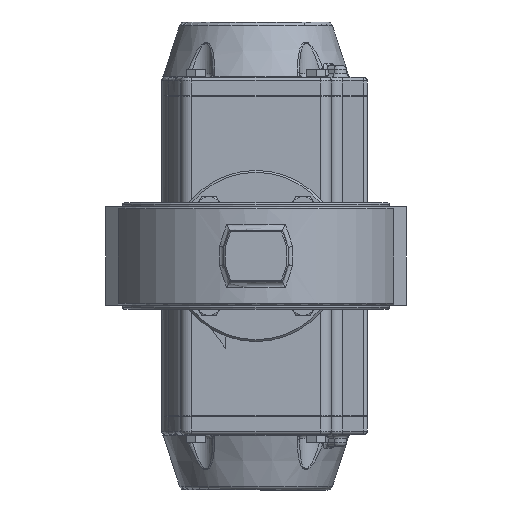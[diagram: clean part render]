
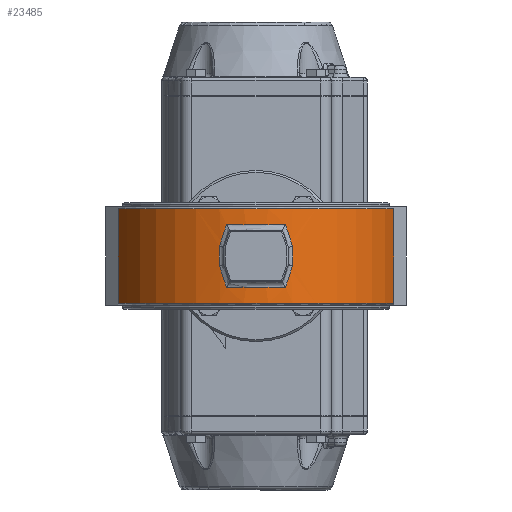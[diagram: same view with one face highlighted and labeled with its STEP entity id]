
A CAD part, front view. The second image highlights one B-rep face of the part: STEP entity #23485.
In plain terms, the highlighted cylindrical face has radius 75 mm (diameter 150 mm), a partial arc.
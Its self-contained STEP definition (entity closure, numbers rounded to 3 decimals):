
#470=ELLIPSE('',#24927,245.725,75.);
#471=ELLIPSE('',#24929,245.725,75.);
#472=ELLIPSE('',#24930,245.725,75.);
#473=ELLIPSE('',#24932,245.725,75.);
#764=CIRCLE('',#24904,75.);
#767=CIRCLE('',#24908,75.);
#773=CIRCLE('',#24928,75.);
#774=CIRCLE('',#24931,75.);
#1848=CYLINDRICAL_SURFACE('',#24926,75.);
#2275=LINE('',#33505,#3676);
#2276=LINE('',#33507,#3677);
#2277=LINE('',#33509,#3678);
#2278=LINE('',#33518,#3679);
#3676=VECTOR('',#27378,1000.);
#3677=VECTOR('',#27381,1000.);
#3678=VECTOR('',#27384,1000.);
#3679=VECTOR('',#27391,1000.);
#5247=ORIENTED_EDGE('',*,*,#11424,.T.);
#5248=ORIENTED_EDGE('',*,*,#11447,.F.);
#5249=ORIENTED_EDGE('',*,*,#11427,.F.);
#5250=ORIENTED_EDGE('',*,*,#11448,.T.);
#5251=ORIENTED_EDGE('',*,*,#11449,.T.);
#5252=ORIENTED_EDGE('',*,*,#11450,.F.);
#5253=ORIENTED_EDGE('',*,*,#11451,.T.);
#5254=ORIENTED_EDGE('',*,*,#11452,.F.);
#5255=ORIENTED_EDGE('',*,*,#11453,.F.);
#5256=ORIENTED_EDGE('',*,*,#11454,.F.);
#5257=ORIENTED_EDGE('',*,*,#11455,.T.);
#5258=ORIENTED_EDGE('',*,*,#11456,.F.);
#11424=EDGE_CURVE('',#14552,#14551,#764,.T.);
#11427=EDGE_CURVE('',#14553,#14554,#767,.T.);
#11447=EDGE_CURVE('',#14554,#14551,#2275,.T.);
#11448=EDGE_CURVE('',#14553,#14552,#2276,.T.);
#11449=EDGE_CURVE('',#14563,#14564,#2277,.T.);
#11450=EDGE_CURVE('',#14565,#14564,#470,.T.);
#11451=EDGE_CURVE('',#14565,#14566,#773,.T.);
#11452=EDGE_CURVE('',#14567,#14566,#471,.T.);
#11453=EDGE_CURVE('',#14568,#14567,#2278,.T.);
#11454=EDGE_CURVE('',#14569,#14568,#472,.T.);
#11455=EDGE_CURVE('',#14569,#14570,#774,.T.);
#11456=EDGE_CURVE('',#14563,#14570,#473,.T.);
#14551=VERTEX_POINT('',#33458);
#14552=VERTEX_POINT('',#33460);
#14553=VERTEX_POINT('',#33464);
#14554=VERTEX_POINT('',#33466);
#14563=VERTEX_POINT('',#33510);
#14564=VERTEX_POINT('',#33511);
#14565=VERTEX_POINT('',#33513);
#14566=VERTEX_POINT('',#33515);
#14567=VERTEX_POINT('',#33517);
#14568=VERTEX_POINT('',#33519);
#14569=VERTEX_POINT('',#33521);
#14570=VERTEX_POINT('',#33523);
#17188=EDGE_LOOP('',(#5247,#5248,#5249,#5250));
#17189=EDGE_LOOP('',(#5251,#5252,#5253,#5254,#5255,#5256,#5257,#5258));
#18793=FACE_BOUND('',#17188,.T.);
#18794=FACE_BOUND('',#17189,.T.);
#23485=ADVANCED_FACE('',(#18793,#18794),#1848,.T.);
#24904=AXIS2_PLACEMENT_3D('',#33459,#27322,#27323);
#24908=AXIS2_PLACEMENT_3D('',#33465,#27330,#27331);
#24926=AXIS2_PLACEMENT_3D('',#33508,#27382,#27383);
#24927=AXIS2_PLACEMENT_3D('',#33512,#27385,#27386);
#24928=AXIS2_PLACEMENT_3D('',#33514,#27387,#27388);
#24929=AXIS2_PLACEMENT_3D('',#33516,#27389,#27390);
#24930=AXIS2_PLACEMENT_3D('',#33520,#27392,#27393);
#24931=AXIS2_PLACEMENT_3D('',#33522,#27394,#27395);
#24932=AXIS2_PLACEMENT_3D('',#33524,#27396,#27397);
#27322=DIRECTION('',(0.,0.,1.));
#27323=DIRECTION('',(1.,0.,0.));
#27330=DIRECTION('',(0.,0.,1.));
#27331=DIRECTION('',(1.,0.,0.));
#27378=DIRECTION('',(0.,0.,-1.));
#27381=DIRECTION('',(0.,0.,-1.));
#27382=DIRECTION('',(0.,0.,-1.));
#27383=DIRECTION('',(-1.,0.,0.));
#27384=DIRECTION('',(0.,0.,-1.));
#27385=DIRECTION('',(-0.952,0.,0.305));
#27386=DIRECTION('',(-0.305,0.,-0.952));
#27387=DIRECTION('',(0.,0.,-1.));
#27388=DIRECTION('',(-1.,0.,0.));
#27389=DIRECTION('',(0.952,0.,0.305));
#27390=DIRECTION('',(0.305,0.,-0.952));
#27391=DIRECTION('',(0.,0.,-1.));
#27392=DIRECTION('',(0.952,0.,-0.305));
#27393=DIRECTION('',(-0.305,0.,-0.952));
#27394=DIRECTION('',(0.,0.,1.));
#27395=DIRECTION('',(1.,0.,0.));
#27396=DIRECTION('',(-0.952,0.,-0.305));
#27397=DIRECTION('',(0.305,0.,-0.952));
#33458=CARTESIAN_POINT('',(72.286,-19.994,-24.8));
#33459=CARTESIAN_POINT('',(0.,0.,-24.8));
#33460=CARTESIAN_POINT('',(-72.286,-19.994,-24.8));
#33464=CARTESIAN_POINT('',(-72.286,-19.994,24.8));
#33465=CARTESIAN_POINT('',(0.,0.,24.8));
#33466=CARTESIAN_POINT('',(72.286,-19.994,24.8));
#33505=CARTESIAN_POINT('',(72.286,-19.994,0.));
#33507=CARTESIAN_POINT('',(-72.286,-19.994,0.));
#33508=CARTESIAN_POINT('',(0.,0.,25.8));
#33509=CARTESIAN_POINT('',(19.231,-72.493,25.8));
#33510=CARTESIAN_POINT('',(19.231,-72.493,4.987));
#33511=CARTESIAN_POINT('',(19.231,-72.493,-4.987));
#33512=CARTESIAN_POINT('',(0.,0.,-64.987));
#33513=CARTESIAN_POINT('',(15.541,-73.372,-16.5));
#33514=CARTESIAN_POINT('',(0.,0.,-16.5));
#33515=CARTESIAN_POINT('',(-15.541,-73.372,-16.5));
#33516=CARTESIAN_POINT('',(0.,0.,-64.987));
#33517=CARTESIAN_POINT('',(-19.231,-72.493,-4.987));
#33518=CARTESIAN_POINT('',(-19.231,-72.493,25.8));
#33519=CARTESIAN_POINT('',(-19.231,-72.493,4.987));
#33520=CARTESIAN_POINT('',(0.,0.,64.987));
#33521=CARTESIAN_POINT('',(-15.541,-73.372,16.5));
#33522=CARTESIAN_POINT('',(0.,0.,16.5));
#33523=CARTESIAN_POINT('',(15.541,-73.372,16.5));
#33524=CARTESIAN_POINT('',(0.,0.,64.987));
